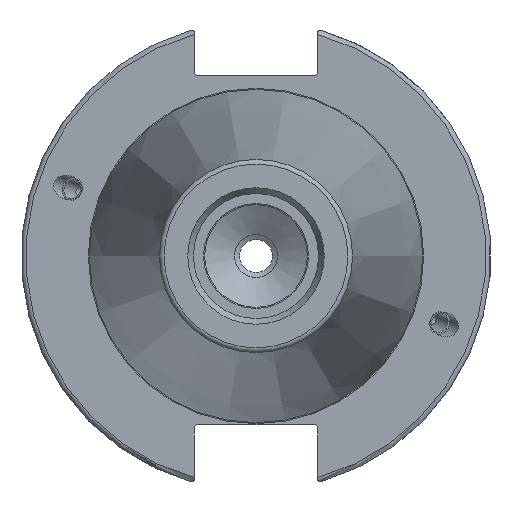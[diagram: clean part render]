
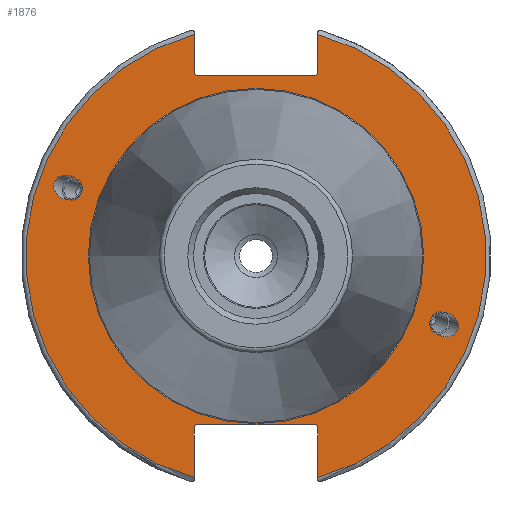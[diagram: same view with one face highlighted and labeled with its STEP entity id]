
A CAD part, left-side view. The second image highlights one B-rep face of the part: STEP entity #1876.
In plain terms, the highlighted planar face has unit normal (-1, 0, 0).
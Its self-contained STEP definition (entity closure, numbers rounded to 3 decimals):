
#31=ELLIPSE('',#2062,3.052,2.5);
#32=ELLIPSE('',#2096,3.052,2.5);
#108=FACE_BOUND('',#569,.T.);
#109=FACE_BOUND('',#570,.T.);
#110=FACE_BOUND('',#571,.T.);
#126=PLANE('',#2110);
#207=LINE('',#3513,#310);
#208=LINE('',#3515,#311);
#209=LINE('',#3517,#312);
#210=LINE('',#3519,#313);
#211=LINE('',#3521,#314);
#212=LINE('',#3525,#315);
#213=LINE('',#3527,#316);
#214=LINE('',#3529,#317);
#215=LINE('',#3531,#318);
#216=LINE('',#3532,#319);
#310=VECTOR('',#2574,10.);
#311=VECTOR('',#2575,10.);
#312=VECTOR('',#2576,10.);
#313=VECTOR('',#2577,10.);
#314=VECTOR('',#2578,10.);
#315=VECTOR('',#2581,10.);
#316=VECTOR('',#2582,10.);
#317=VECTOR('',#2583,10.);
#318=VECTOR('',#2584,10.);
#319=VECTOR('',#2585,10.);
#447=FACE_OUTER_BOUND('',#568,.T.);
#568=EDGE_LOOP('',(#1556,#1557,#1558,#1559,#1560,#1561,#1562,#1563,#1564,
#1565,#1566,#1567));
#569=EDGE_LOOP('',(#1568));
#570=EDGE_LOOP('',(#1569));
#571=EDGE_LOOP('',(#1570));
#719=CIRCLE('',#2108,35.125);
#721=CIRCLE('',#2111,48.213);
#722=CIRCLE('',#2112,48.213);
#838=VERTEX_POINT('',#3222);
#876=VERTEX_POINT('',#3481);
#883=VERTEX_POINT('',#3504);
#884=VERTEX_POINT('',#3509);
#885=VERTEX_POINT('',#3510);
#886=VERTEX_POINT('',#3512);
#887=VERTEX_POINT('',#3514);
#888=VERTEX_POINT('',#3516);
#889=VERTEX_POINT('',#3518);
#890=VERTEX_POINT('',#3520);
#891=VERTEX_POINT('',#3522);
#892=VERTEX_POINT('',#3524);
#893=VERTEX_POINT('',#3526);
#894=VERTEX_POINT('',#3528);
#895=VERTEX_POINT('',#3530);
#1063=EDGE_CURVE('',#838,#838,#31,.T.);
#1114=EDGE_CURVE('',#876,#876,#32,.T.);
#1125=EDGE_CURVE('',#883,#883,#719,.T.);
#1127=EDGE_CURVE('',#884,#885,#721,.T.);
#1128=EDGE_CURVE('',#884,#886,#207,.T.);
#1129=EDGE_CURVE('',#887,#886,#208,.T.);
#1130=EDGE_CURVE('',#887,#888,#209,.T.);
#1131=EDGE_CURVE('',#889,#888,#210,.T.);
#1132=EDGE_CURVE('',#889,#890,#211,.T.);
#1133=EDGE_CURVE('',#891,#890,#722,.T.);
#1134=EDGE_CURVE('',#891,#892,#212,.T.);
#1135=EDGE_CURVE('',#893,#892,#213,.T.);
#1136=EDGE_CURVE('',#893,#894,#214,.T.);
#1137=EDGE_CURVE('',#895,#894,#215,.T.);
#1138=EDGE_CURVE('',#895,#885,#216,.T.);
#1556=ORIENTED_EDGE('',*,*,#1127,.F.);
#1557=ORIENTED_EDGE('',*,*,#1128,.T.);
#1558=ORIENTED_EDGE('',*,*,#1129,.F.);
#1559=ORIENTED_EDGE('',*,*,#1130,.T.);
#1560=ORIENTED_EDGE('',*,*,#1131,.F.);
#1561=ORIENTED_EDGE('',*,*,#1132,.T.);
#1562=ORIENTED_EDGE('',*,*,#1133,.F.);
#1563=ORIENTED_EDGE('',*,*,#1134,.T.);
#1564=ORIENTED_EDGE('',*,*,#1135,.F.);
#1565=ORIENTED_EDGE('',*,*,#1136,.T.);
#1566=ORIENTED_EDGE('',*,*,#1137,.F.);
#1567=ORIENTED_EDGE('',*,*,#1138,.T.);
#1568=ORIENTED_EDGE('',*,*,#1063,.T.);
#1569=ORIENTED_EDGE('',*,*,#1114,.T.);
#1570=ORIENTED_EDGE('',*,*,#1125,.F.);
#1876=ADVANCED_FACE('',(#447,#108,#109,#110),#126,.T.);
#2062=AXIS2_PLACEMENT_3D('',#3224,#2454,#2455);
#2096=AXIS2_PLACEMENT_3D('',#3483,#2538,#2539);
#2108=AXIS2_PLACEMENT_3D('',#3506,#2566,#2567);
#2110=AXIS2_PLACEMENT_3D('',#3508,#2570,#2571);
#2111=AXIS2_PLACEMENT_3D('',#3511,#2572,#2573);
#2112=AXIS2_PLACEMENT_3D('',#3523,#2579,#2580);
#2454=DIRECTION('center_axis',(1.,0.,0.));
#2455=DIRECTION('ref_axis',(0.,-0.94,-0.342));
#2538=DIRECTION('center_axis',(1.,0.,0.));
#2539=DIRECTION('ref_axis',(0.,0.94,0.342));
#2566=DIRECTION('center_axis',(-1.,0.,0.));
#2567=DIRECTION('ref_axis',(0.,-1.,0.));
#2570=DIRECTION('center_axis',(-1.,0.,0.));
#2571=DIRECTION('ref_axis',(0.,0.,1.));
#2572=DIRECTION('center_axis',(1.,0.,0.));
#2573=DIRECTION('ref_axis',(0.,-1.,0.));
#2574=DIRECTION('',(0.,0.,-1.));
#2575=DIRECTION('',(0.,-0.707,0.707));
#2576=DIRECTION('',(0.,1.,0.));
#2577=DIRECTION('',(0.,-0.707,-0.707));
#2578=DIRECTION('',(0.,0.,1.));
#2579=DIRECTION('center_axis',(1.,0.,0.));
#2580=DIRECTION('ref_axis',(0.,1.,0.));
#2581=DIRECTION('',(0.,0.,1.));
#2582=DIRECTION('',(0.,0.707,-0.707));
#2583=DIRECTION('',(0.,-1.,0.));
#2584=DIRECTION('',(0.,0.707,0.707));
#2585=DIRECTION('',(0.,0.,-1.));
#3222=CARTESIAN_POINT('',(3.175,-36.599,-13.321));
#3224=CARTESIAN_POINT('Origin',(3.175,-39.467,-14.365));
#3481=CARTESIAN_POINT('',(3.175,36.599,13.321));
#3483=CARTESIAN_POINT('Origin',(3.175,39.467,14.365));
#3504=CARTESIAN_POINT('',(3.175,0.,35.125));
#3506=CARTESIAN_POINT('Origin',(3.175,0.,0.));
#3508=CARTESIAN_POINT('Origin',(3.175,49.213,0.));
#3509=CARTESIAN_POINT('',(3.175,-12.95,46.441));
#3510=CARTESIAN_POINT('',(3.175,-12.95,-46.441));
#3511=CARTESIAN_POINT('Origin',(3.175,0.,0.));
#3512=CARTESIAN_POINT('',(3.175,-12.95,38.219));
#3513=CARTESIAN_POINT('',(3.175,-12.95,18.86));
#3514=CARTESIAN_POINT('',(3.175,-12.45,37.719));
#3515=CARTESIAN_POINT('',(3.175,12.27,12.999));
#3516=CARTESIAN_POINT('',(3.175,12.45,37.719));
#3517=CARTESIAN_POINT('',(3.175,24.606,37.719));
#3518=CARTESIAN_POINT('',(3.175,12.95,38.219));
#3519=CARTESIAN_POINT('',(3.175,12.336,37.605));
#3520=CARTESIAN_POINT('',(3.175,12.95,46.441));
#3521=CARTESIAN_POINT('',(3.175,12.95,18.86));
#3522=CARTESIAN_POINT('',(3.175,12.95,-46.441));
#3523=CARTESIAN_POINT('Origin',(3.175,0.,0.));
#3524=CARTESIAN_POINT('',(3.175,12.95,-35.806));
#3525=CARTESIAN_POINT('',(3.175,12.95,-17.653));
#3526=CARTESIAN_POINT('',(3.175,12.45,-35.306));
#3527=CARTESIAN_POINT('',(3.175,12.939,-35.795));
#3528=CARTESIAN_POINT('',(3.175,-12.45,-35.306));
#3529=CARTESIAN_POINT('',(3.175,24.606,-35.306));
#3530=CARTESIAN_POINT('',(3.175,-12.95,-35.806));
#3531=CARTESIAN_POINT('',(3.175,11.667,-11.189));
#3532=CARTESIAN_POINT('',(3.175,-12.95,-17.653));
